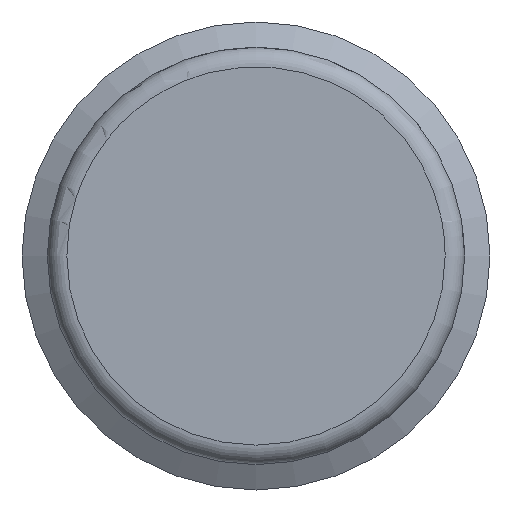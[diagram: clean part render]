
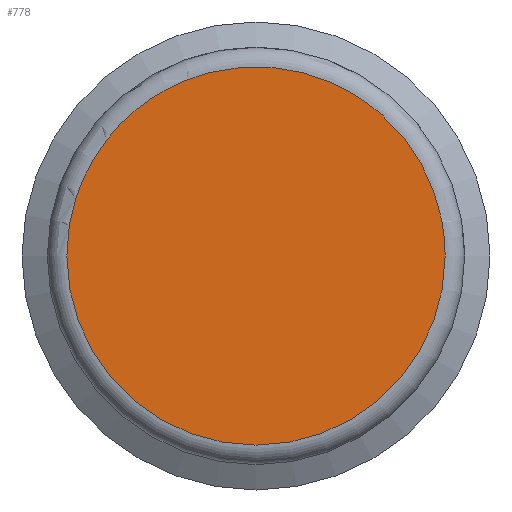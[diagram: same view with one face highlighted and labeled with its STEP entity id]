
A CAD part, front view. The second image highlights one B-rep face of the part: STEP entity #778.
In plain terms, the highlighted planar face has unit normal (0, -1, 0).
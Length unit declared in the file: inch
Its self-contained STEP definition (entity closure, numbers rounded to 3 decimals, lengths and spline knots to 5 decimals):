
#11 = CARTESIAN_POINT ( 'NONE',  ( 0.12134, -1.9685, 0.14768 ) ) ;
#14 = CARTESIAN_POINT ( 'NONE',  ( 0.19094, -1.9685, 0.02109 ) ) ;
#46 = CARTESIAN_POINT ( 'NONE',  ( -0.19094, -1.9685, 0.02454 ) ) ;
#52 = DIRECTION ( 'NONE',  ( 0., 0., -1. ) ) ;
#53 = CARTESIAN_POINT ( 'NONE',  ( 0.03239, -1.9685, 0.18872 ) ) ;
#70 = CARTESIAN_POINT ( 'NONE',  ( -0.19094, -1.9685, 0. ) ) ;
#80 = CARTESIAN_POINT ( 'NONE',  ( 0.16934, -1.9685, 0.08945 ) ) ;
#86 = FACE_OUTER_BOUND ( 'NONE', #470, .T. ) ;
#109 = CARTESIAN_POINT ( 'NONE',  ( -0.17245, -1.9685, 0.08441 ) ) ;
#111 = CARTESIAN_POINT ( 'NONE',  ( -0.09118, -1.9685, 0.16777 ) ) ;
#117 = CARTESIAN_POINT ( 'NONE',  ( -0.09338, -1.9685, 0.16656 ) ) ;
#123 = CARTESIAN_POINT ( 'NONE',  ( 0.0704, -1.9685, 0.17768 ) ) ;
#151 = CARTESIAN_POINT ( 'NONE',  ( 0.1021, -1.9685, 0.16144 ) ) ;
#155 = CARTESIAN_POINT ( 'NONE',  ( 0.10788, -1.9685, 0.15778 ) ) ;
#188 = CARTESIAN_POINT ( 'NONE',  ( -0.14499, -1.9685, 0.12523 ) ) ;
#198 = CARTESIAN_POINT ( 'NONE',  ( -0.08378, -1.9685, 0.17163 ) ) ;
#202 = CARTESIAN_POINT ( 'NONE',  ( 0.08775, -1.9685, 0.16961 ) ) ;
#215 = DIRECTION ( 'NONE',  ( 0., 0., -1. ) ) ;
#248 = CARTESIAN_POINT ( 'NONE',  ( 0.09362, -1.9685, 0.16642 ) ) ;
#255 = CARTESIAN_POINT ( 'NONE',  ( -0.10059, -1.9685, 0.16244 ) ) ;
#258 = CARTESIAN_POINT ( 'NONE',  ( -0.0931, -1.9685, 0.16671 ) ) ;
#263 = CARTESIAN_POINT ( 'NONE',  ( 0.09015, -1.9685, 0.16835 ) ) ;
#319 = VERTEX_POINT ( 'NONE', #882 ) ;
#327 = ORIENTED_EDGE ( 'NONE', *, *, #870, .F. ) ;
#331 = CARTESIAN_POINT ( 'NONE',  ( -0.09215, -1.9685, 0.16724 ) ) ;
#336 = CARTESIAN_POINT ( 'NONE',  ( -0.16341, -1.9685, 0.10001 ) ) ;
#344 = AXIS2_PLACEMENT_3D ( 'NONE', #820, #433, #215 ) ;
#369 = CARTESIAN_POINT ( 'NONE',  ( 0.12903, -1.9685, 0.14123 ) ) ;
#401 = CARTESIAN_POINT ( 'NONE',  ( -0.18623, -1.9685, 0.0467 ) ) ;
#406 = CARTESIAN_POINT ( 'NONE',  ( -0.07262, -1.9685, 0.17679 ) ) ;
#407 = EDGE_CURVE ( 'NONE', #839, #319, #437, .T. ) ;
#411 = CARTESIAN_POINT ( 'NONE',  ( 0.04741, -1.9685, 0.18568 ) ) ;
#426 = CARTESIAN_POINT ( 'NONE',  ( 0.09391, -1.9685, 0.16626 ) ) ;
#433 = DIRECTION ( 'NONE',  ( 0., -1., 0. ) ) ;
#436 = CARTESIAN_POINT ( 'NONE',  ( 0.14515, -1.9685, 0.1246 ) ) ;
#437 = B_SPLINE_CURVE_WITH_KNOTS ( 'NONE', 3,
 ( #521, #46, #401, #109, #336, #188, #729, #733, #528, #255, #652, #738, #586, #791, #789, #862, #460, #117, #258, #331, #111, #595, #198, #406, #665, #534, #874, #471, #798, #53, #411, #123, #598, #202, #263, #877, #475, #581, #646, #248, #426, #554, #559, #151, #155, #11, #369, #436, #624, #80, #830, #497, #14, #499 ),
 .UNSPECIFIED., .F., .F.,
 ( 4, 2, 2, 2, 2, 2, 2, 1, 2, 2, 1, 2, 2, 2, 2, 2, 2, 2, 1, 1, 2, 2, 1, 1, 2, 2, 2, 2, 2, 4 ),
 ( 0., 0.0625, 0.125, 0.1875, 0.25, 0.3125, 0.32812, 0.33203, 0.33301, 0.33398, 0.33594, 0.34375, 0.375, 0.4375, 0.5, 0.5625, 0.625, 0.65625, 0.66406, 0.66602, 0.6665, 0.66699, 0.66797, 0.67187, 0.6875, 0.75, 0.8125, 0.875, 0.9375, 1. ),
 .UNSPECIFIED. ) ;
#460 = CARTESIAN_POINT ( 'NONE',  ( -0.09347, -1.9685, 0.1665 ) ) ;
#470 = EDGE_LOOP ( 'NONE', ( #728, #327 ) ) ;
#471 = CARTESIAN_POINT ( 'NONE',  ( -0.00921, -1.9685, 0.19112 ) ) ;
#474 = CARTESIAN_POINT ( 'NONE',  ( 0., -1.9685, 0. ) ) ;
#475 = CARTESIAN_POINT ( 'NONE',  ( 0.09326, -1.9685, 0.16662 ) ) ;
#482 = CIRCLE ( 'NONE', #642, 0.19094 ) ;
#497 = CARTESIAN_POINT ( 'NONE',  ( 0.18746, -1.9685, 0.04051 ) ) ;
#499 = CARTESIAN_POINT ( 'NONE',  ( 0.19094, -1.9685, 0. ) ) ;
#521 = CARTESIAN_POINT ( 'NONE',  ( -0.19094, -1.9685, 0. ) ) ;
#528 = CARTESIAN_POINT ( 'NONE',  ( -0.11171, -1.9685, 0.155 ) ) ;
#534 = CARTESIAN_POINT ( 'NONE',  ( -0.04447, -1.9685, 0.18598 ) ) ;
#554 = CARTESIAN_POINT ( 'NONE',  ( 0.09515, -1.9685, 0.16556 ) ) ;
#559 = CARTESIAN_POINT ( 'NONE',  ( 0.09646, -1.9685, 0.1648 ) ) ;
#581 = CARTESIAN_POINT ( 'NONE',  ( 0.0935, -1.9685, 0.16649 ) ) ;
#586 = CARTESIAN_POINT ( 'NONE',  ( -0.09392, -1.9685, 0.16625 ) ) ;
#595 = CARTESIAN_POINT ( 'NONE',  ( -0.08722, -1.9685, 0.1699 ) ) ;
#598 = CARTESIAN_POINT ( 'NONE',  ( 0.07813, -1.9685, 0.17445 ) ) ;
#611 = PLANE ( 'NONE',  #344 ) ;
#624 = CARTESIAN_POINT ( 'NONE',  ( 0.15359, -1.9685, 0.1144 ) ) ;
#642 = AXIS2_PLACEMENT_3D ( 'NONE', #474, #873, #52 ) ;
#646 = CARTESIAN_POINT ( 'NONE',  ( 0.09353, -1.9685, 0.16647 ) ) ;
#652 = CARTESIAN_POINT ( 'NONE',  ( -0.09671, -1.9685, 0.16466 ) ) ;
#665 = CARTESIAN_POINT ( 'NONE',  ( -0.06404, -1.9685, 0.18018 ) ) ;
#728 = ORIENTED_EDGE ( 'NONE', *, *, #407, .F. ) ;
#729 = CARTESIAN_POINT ( 'NONE',  ( -0.1356, -1.9685, 0.13489 ) ) ;
#733 = CARTESIAN_POINT ( 'NONE',  ( -0.11898, -1.9685, 0.14976 ) ) ;
#738 = CARTESIAN_POINT ( 'NONE',  ( -0.09428, -1.9685, 0.16605 ) ) ;
#778 = ADVANCED_FACE ( 'NONE', ( #86 ), #611, .T. ) ;
#789 = CARTESIAN_POINT ( 'NONE',  ( -0.09355, -1.9685, 0.16646 ) ) ;
#791 = CARTESIAN_POINT ( 'NONE',  ( -0.09361, -1.9685, 0.16642 ) ) ;
#798 = CARTESIAN_POINT ( 'NONE',  ( 0.00408, -1.9685, 0.19144 ) ) ;
#820 = CARTESIAN_POINT ( 'NONE',  ( 0., -1.9685, 0. ) ) ;
#830 = CARTESIAN_POINT ( 'NONE',  ( 0.17665, -1.9685, 0.07468 ) ) ;
#839 = VERTEX_POINT ( 'NONE', #70 ) ;
#862 = CARTESIAN_POINT ( 'NONE',  ( -0.09349, -1.9685, 0.16649 ) ) ;
#870 = EDGE_CURVE ( 'NONE', #319, #839, #482, .T. ) ;
#873 = DIRECTION ( 'NONE',  ( 0., 1., 0. ) ) ;
#874 = CARTESIAN_POINT ( 'NONE',  ( -0.03348, -1.9685, 0.18839 ) ) ;
#877 = CARTESIAN_POINT ( 'NONE',  ( 0.09267, -1.9685, 0.16696 ) ) ;
#882 = CARTESIAN_POINT ( 'NONE',  ( 0.19094, -1.9685, 0. ) ) ;
